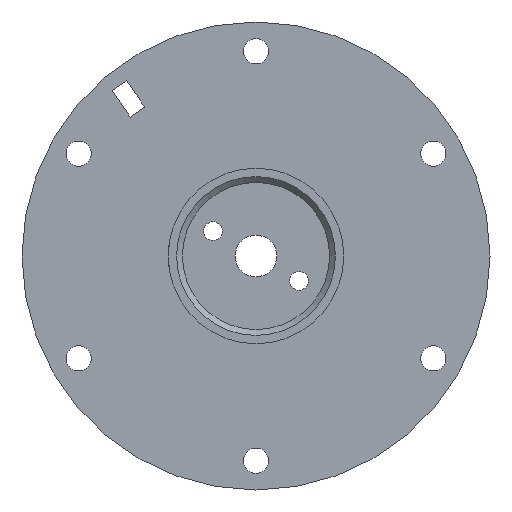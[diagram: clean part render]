
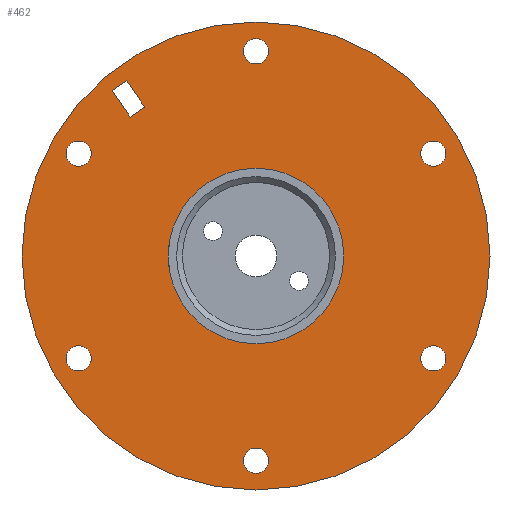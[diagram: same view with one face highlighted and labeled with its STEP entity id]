
A CAD part, front view. The second image highlights one B-rep face of the part: STEP entity #462.
In plain terms, the highlighted planar face has unit normal (0, -1, 0).
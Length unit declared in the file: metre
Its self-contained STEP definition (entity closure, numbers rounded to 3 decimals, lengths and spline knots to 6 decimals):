
#24=LINE('',#775,#36);
#25=LINE('',#778,#37);
#26=LINE('',#780,#38);
#27=LINE('',#782,#39);
#36=VECTOR('',#612,1.);
#37=VECTOR('',#613,1.);
#38=VECTOR('',#614,1.);
#39=VECTOR('',#615,1.);
#46=PLANE('',#519);
#70=CIRCLE('',#518,0.04);
#71=CIRCLE('',#520,0.015);
#72=CIRCLE('',#521,0.00215);
#73=CIRCLE('',#522,0.00215);
#74=CIRCLE('',#523,0.00215);
#75=CIRCLE('',#524,0.00215);
#76=CIRCLE('',#525,0.00215);
#77=CIRCLE('',#526,0.00215);
#117=ORIENTED_EDGE('',*,*,#207,.T.);
#118=ORIENTED_EDGE('',*,*,#208,.T.);
#119=ORIENTED_EDGE('',*,*,#209,.T.);
#120=ORIENTED_EDGE('',*,*,#210,.T.);
#121=ORIENTED_EDGE('',*,*,#211,.T.);
#122=ORIENTED_EDGE('',*,*,#212,.T.);
#123=ORIENTED_EDGE('',*,*,#213,.T.);
#124=ORIENTED_EDGE('',*,*,#214,.T.);
#125=ORIENTED_EDGE('',*,*,#215,.T.);
#126=ORIENTED_EDGE('',*,*,#216,.T.);
#127=ORIENTED_EDGE('',*,*,#217,.T.);
#128=ORIENTED_EDGE('',*,*,#206,.T.);
#206=EDGE_CURVE('',#254,#254,#70,.T.);
#207=EDGE_CURVE('',#255,#256,#24,.T.);
#208=EDGE_CURVE('',#256,#257,#25,.T.);
#209=EDGE_CURVE('',#257,#258,#26,.T.);
#210=EDGE_CURVE('',#258,#255,#27,.T.);
#211=EDGE_CURVE('',#259,#259,#71,.T.);
#212=EDGE_CURVE('',#260,#260,#72,.T.);
#213=EDGE_CURVE('',#261,#261,#73,.T.);
#214=EDGE_CURVE('',#262,#262,#74,.T.);
#215=EDGE_CURVE('',#263,#263,#75,.T.);
#216=EDGE_CURVE('',#264,#264,#76,.T.);
#217=EDGE_CURVE('',#265,#265,#77,.T.);
#254=VERTEX_POINT('',#773);
#255=VERTEX_POINT('',#776);
#256=VERTEX_POINT('',#777);
#257=VERTEX_POINT('',#779);
#258=VERTEX_POINT('',#781);
#259=VERTEX_POINT('',#784);
#260=VERTEX_POINT('',#786);
#261=VERTEX_POINT('',#788);
#262=VERTEX_POINT('',#790);
#263=VERTEX_POINT('',#792);
#264=VERTEX_POINT('',#794);
#265=VERTEX_POINT('',#796);
#304=EDGE_LOOP('',(#117,#118,#119,#120));
#305=EDGE_LOOP('',(#121));
#306=EDGE_LOOP('',(#122));
#307=EDGE_LOOP('',(#123));
#308=EDGE_LOOP('',(#124));
#309=EDGE_LOOP('',(#125));
#310=EDGE_LOOP('',(#126));
#311=EDGE_LOOP('',(#127));
#312=EDGE_LOOP('',(#128));
#382=FACE_BOUND('',#304,.T.);
#383=FACE_BOUND('',#305,.T.);
#384=FACE_BOUND('',#306,.T.);
#385=FACE_BOUND('',#307,.T.);
#386=FACE_BOUND('',#308,.T.);
#387=FACE_BOUND('',#309,.T.);
#388=FACE_BOUND('',#310,.T.);
#389=FACE_BOUND('',#311,.T.);
#390=FACE_BOUND('',#312,.T.);
#462=ADVANCED_FACE('',(#382,#383,#384,#385,#386,#387,#388,#389,#390),#46,
 .T.);
#518=AXIS2_PLACEMENT_3D('',#772,#608,#609);
#519=AXIS2_PLACEMENT_3D('',#774,#610,#611);
#520=AXIS2_PLACEMENT_3D('',#783,#616,#617);
#521=AXIS2_PLACEMENT_3D('',#785,#618,#619);
#522=AXIS2_PLACEMENT_3D('',#787,#620,#621);
#523=AXIS2_PLACEMENT_3D('',#789,#622,#623);
#524=AXIS2_PLACEMENT_3D('',#791,#624,#625);
#525=AXIS2_PLACEMENT_3D('',#793,#626,#627);
#526=AXIS2_PLACEMENT_3D('',#795,#628,#629);
#608=DIRECTION('',(0.,-1.,0.));
#609=DIRECTION('',(1.,0.,0.));
#610=DIRECTION('',(0.,-1.,0.));
#611=DIRECTION('',(1.,0.,0.));
#612=DIRECTION('',(0.567,0.,-0.824));
#613=DIRECTION('',(-0.824,0.,-0.567));
#614=DIRECTION('',(-0.567,0.,0.824));
#615=DIRECTION('',(0.824,0.,0.567));
#616=DIRECTION('',(0.,1.,0.));
#617=DIRECTION('',(1.,0.,0.));
#618=DIRECTION('',(0.,1.,0.));
#619=DIRECTION('',(0.5,0.,-0.866));
#620=DIRECTION('',(0.,1.,0.));
#621=DIRECTION('',(-0.5,0.,-0.866));
#622=DIRECTION('',(0.,1.,0.));
#623=DIRECTION('',(-1.,0.,0.));
#624=DIRECTION('',(0.,1.,0.));
#625=DIRECTION('',(-0.5,0.,0.866));
#626=DIRECTION('',(0.,1.,0.));
#627=DIRECTION('',(0.5,0.,0.866));
#628=DIRECTION('',(0.,1.,0.));
#629=DIRECTION('',(1.,0.,0.));
#772=CARTESIAN_POINT('',(0.,-0.005,0.));
#773=CARTESIAN_POINT('',(0.04,-0.005,0.));
#774=CARTESIAN_POINT('',(0.,-0.005,0.));
#775=CARTESIAN_POINT('',(-0.010025,-0.005,0.012372));
#776=CARTESIAN_POINT('',(-0.022137,-0.005,0.029984));
#777=CARTESIAN_POINT('',(-0.019021,-0.005,0.025453));
#778=CARTESIAN_POINT('',(-0.019742,-0.005,0.024957));
#779=CARTESIAN_POINT('',(-0.021493,-0.005,0.023753));
#780=CARTESIAN_POINT('',(-0.014056,-0.005,0.012938));
#781=CARTESIAN_POINT('',(-0.024609,-0.005,0.028285));
#782=CARTESIAN_POINT('',(-0.021622,-0.005,0.030339));
#783=CARTESIAN_POINT('',(0.,-0.005,0.));
#784=CARTESIAN_POINT('',(0.015,-0.005,0.));
#785=CARTESIAN_POINT('',(0.030311,-0.005,0.0175));
#786=CARTESIAN_POINT('',(0.031386,-0.005,0.015638));
#787=CARTESIAN_POINT('',(0.030311,-0.005,-0.0175));
#788=CARTESIAN_POINT('',(0.029236,-0.005,-0.019362));
#789=CARTESIAN_POINT('',(0.,-0.005,-0.035));
#790=CARTESIAN_POINT('',(-0.00215,-0.005,-0.035));
#791=CARTESIAN_POINT('',(-0.030311,-0.005,-0.0175));
#792=CARTESIAN_POINT('',(-0.031386,-0.005,-0.015638));
#793=CARTESIAN_POINT('',(-0.030311,-0.005,0.0175));
#794=CARTESIAN_POINT('',(-0.029236,-0.005,0.019362));
#795=CARTESIAN_POINT('',(0.,-0.005,0.035));
#796=CARTESIAN_POINT('',(0.00215,-0.005,0.035));
